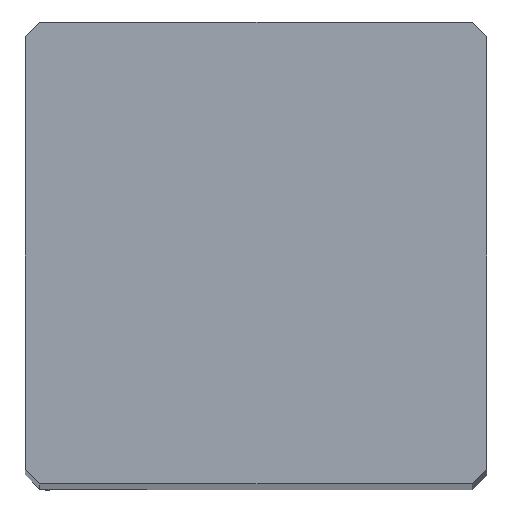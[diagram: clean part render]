
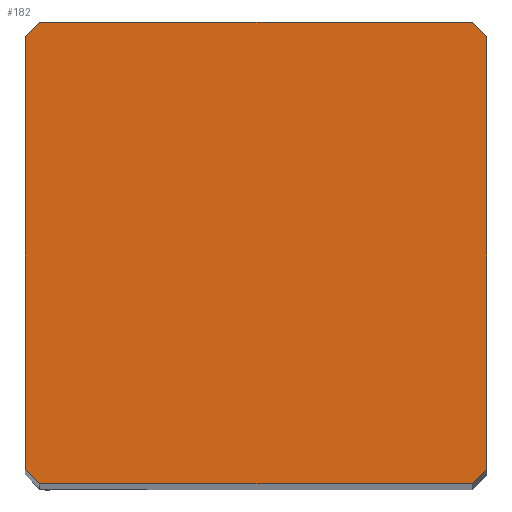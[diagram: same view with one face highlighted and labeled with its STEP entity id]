
A CAD part, top view. The second image highlights one B-rep face of the part: STEP entity #182.
In plain terms, the highlighted planar face has unit normal (0, 0, 1).
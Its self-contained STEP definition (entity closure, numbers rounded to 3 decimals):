
#182=ADVANCED_FACE('',(#337),#274,.T.);
#274=PLANE('',#1891);
#337=FACE_OUTER_BOUND('',#426,.T.);
#426=EDGE_LOOP('',(#564,#565,#566,#567,#568,#569,#570,#571));
#564=ORIENTED_EDGE('',*,*,#1261,.T.);
#565=ORIENTED_EDGE('',*,*,#1262,.F.);
#566=ORIENTED_EDGE('',*,*,#1263,.T.);
#567=ORIENTED_EDGE('',*,*,#1229,.T.);
#568=ORIENTED_EDGE('',*,*,#1264,.T.);
#569=ORIENTED_EDGE('',*,*,#1257,.F.);
#570=ORIENTED_EDGE('',*,*,#1265,.T.);
#571=ORIENTED_EDGE('',*,*,#1243,.T.);
#1052=VERTEX_POINT('',#2631);
#1053=VERTEX_POINT('',#2633);
#1064=VERTEX_POINT('',#2659);
#1065=VERTEX_POINT('',#2661);
#1075=VERTEX_POINT('',#2684);
#1076=VERTEX_POINT('',#2687);
#1080=VERTEX_POINT('',#2697);
#1081=VERTEX_POINT('',#2699);
#1229=EDGE_CURVE('',#1053,#1052,#1491,.T.);
#1243=EDGE_CURVE('',#1065,#1064,#1505,.T.);
#1257=EDGE_CURVE('',#1076,#1075,#1519,.T.);
#1261=EDGE_CURVE('',#1064,#1080,#1520,.T.);
#1262=EDGE_CURVE('',#1081,#1080,#1521,.T.);
#1263=EDGE_CURVE('',#1081,#1053,#1522,.T.);
#1264=EDGE_CURVE('',#1052,#1075,#1523,.T.);
#1265=EDGE_CURVE('',#1076,#1065,#1524,.T.);
#1491=LINE('',#2632,#1656);
#1505=LINE('',#2660,#1670);
#1519=LINE('',#2688,#1684);
#1520=LINE('',#2696,#1685);
#1521=LINE('',#2698,#1686);
#1522=LINE('',#2700,#1687);
#1523=LINE('',#2701,#1688);
#1524=LINE('',#2702,#1689);
#1656=VECTOR('',#2091,1.);
#1670=VECTOR('',#2109,1.);
#1684=VECTOR('',#2127,1.);
#1685=VECTOR('',#2136,1.);
#1686=VECTOR('',#2137,1.);
#1687=VECTOR('',#2138,1.);
#1688=VECTOR('',#2139,1.);
#1689=VECTOR('',#2140,1.);
#1891=AXIS2_PLACEMENT_3D('',#2703,#2141,#2142);
#2091=DIRECTION('',(1.,0.,0.));
#2109=DIRECTION('',(-1.,0.,0.));
#2127=DIRECTION('',(0.,-1.,0.));
#2136=DIRECTION('',(-0.707,-0.707,0.));
#2137=DIRECTION('',(0.,1.,0.));
#2138=DIRECTION('',(0.707,-0.707,0.));
#2139=DIRECTION('',(0.707,0.707,0.));
#2140=DIRECTION('',(-0.707,0.707,0.));
#2141=DIRECTION('',(0.,0.,1.));
#2142=DIRECTION('',(1.,0.,0.));
#2631=CARTESIAN_POINT('',(-0.5,0.,0.));
#2632=CARTESIAN_POINT('',(-15.38,0.,0.));
#2633=CARTESIAN_POINT('',(-15.38,0.,0.));
#2659=CARTESIAN_POINT('',(-15.38,15.88,0.));
#2660=CARTESIAN_POINT('',(-0.5,15.88,0.));
#2661=CARTESIAN_POINT('',(-0.5,15.88,0.));
#2684=CARTESIAN_POINT('',(0.,0.5,0.));
#2687=CARTESIAN_POINT('',(0.,15.38,0.));
#2688=CARTESIAN_POINT('',(0.,15.38,0.));
#2696=CARTESIAN_POINT('',(-15.38,15.88,0.));
#2697=CARTESIAN_POINT('',(-15.88,15.38,0.));
#2698=CARTESIAN_POINT('',(-15.88,0.5,0.));
#2699=CARTESIAN_POINT('',(-15.88,0.5,0.));
#2700=CARTESIAN_POINT('',(-15.88,0.5,0.));
#2701=CARTESIAN_POINT('',(-0.5,0.,0.));
#2702=CARTESIAN_POINT('',(0.,15.38,0.));
#2703=CARTESIAN_POINT('',(-7.94,7.94,0.));
